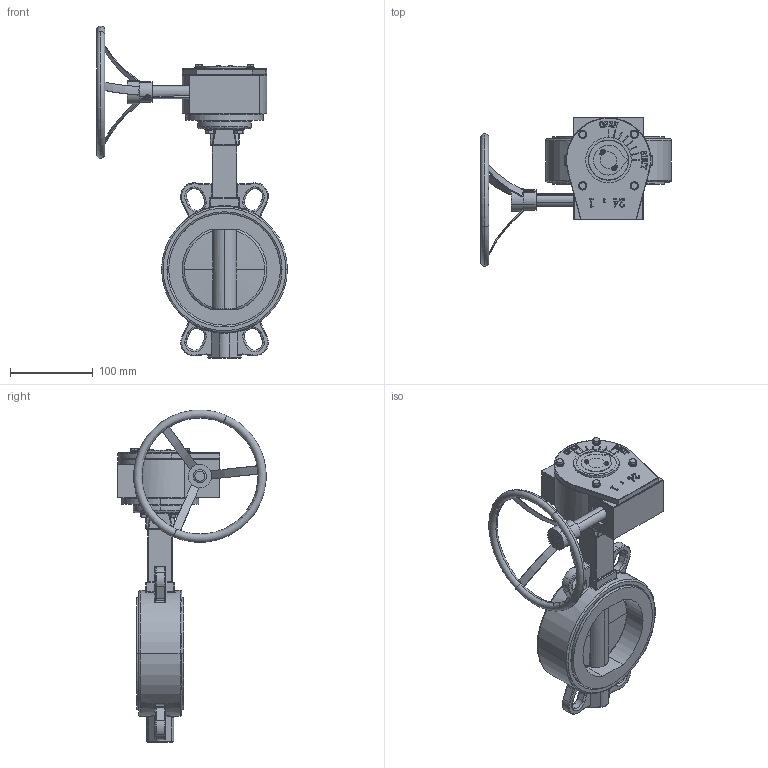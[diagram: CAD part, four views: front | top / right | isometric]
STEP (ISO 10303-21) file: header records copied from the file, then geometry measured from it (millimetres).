
FILE_DESCRIPTION(('HOOPS Exchange Step'),'2;1');
FILE_NAME('AK05_DN100_gear.stp','2025-07-21T08:32:40+02:00',('nieru'),('Unknown organisation'),'HOOPS Exchange 2024.2','HOOPS Exchange','Unknown authorisation');
FILE_SCHEMA( ('AP203_CONFIGURATION_CONTROLLED_3D_DESIGN_OF_MECHANICAL_PARTS_AND_ASSEMBLIES_MIM_LF') );
Length unit declared in the file: millimetre
Products named in the file (2): 0; root
Assembly tree (1 placements, depth 2):
  root
    0
Bounding box: 230.5 x 178.89 x 400.82 mm (x, y, z)
Volume: 1336167.3 mm3; surface area: 368292.8 mm2
Topology: 39 solids, 39 shells, 2249 faces, 5780 edges, 3634 vertices
Faces by surface type: plane 811, cylinder 750, bspline 371, torus 172, cone 114, sphere 31
Full cylindrical faces by diameter (mm): 3 x2, 5 x4, 5.3 x4, 6 x4, 6.6 x4, 10 x4, 12 x4, 44 x1, 47.9 x1
Entity records: 145594 total; most frequent: CARTESIAN_POINT 95184, ORIENTED_EDGE 11436, DIRECTION 9032, EDGE_CURVE 5718, VERTEX_POINT 3634, AXIS2_PLACEMENT_3D 3405, EDGE_LOOP 2446, FACE_BOUND 2446
